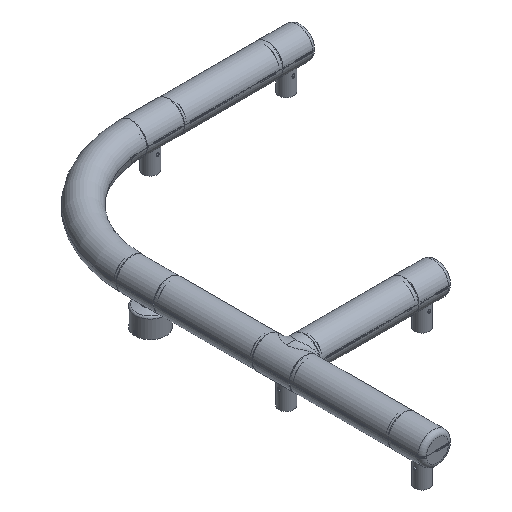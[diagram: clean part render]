
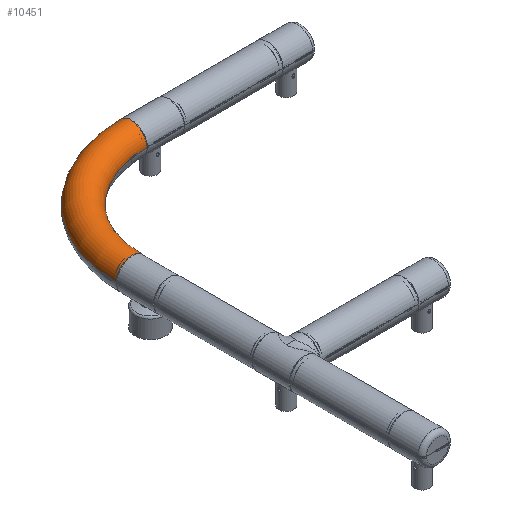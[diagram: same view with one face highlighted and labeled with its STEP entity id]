
A CAD part, isometric view. The second image highlights one B-rep face of the part: STEP entity #10451.
In plain terms, the highlighted toroidal (fillet/blend) face has major radius 94.8 mm and minor radius 12.5 mm.
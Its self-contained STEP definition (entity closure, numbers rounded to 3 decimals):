
#201=TOROIDAL_SURFACE('',#36904,94.8,12.5);
#2043=FACE_OUTER_BOUND('',#13772,.T.);
#10451=ADVANCED_FACE('',(#2043),#201,.T.);
#13772=EDGE_LOOP('',(#21038,#21039,#21040,#21041));
#21038=ORIENTED_EDGE('',*,*,#31012,.F.);
#21039=ORIENTED_EDGE('',*,*,#31014,.T.);
#21040=ORIENTED_EDGE('',*,*,#31010,.T.);
#21041=ORIENTED_EDGE('',*,*,#31015,.T.);
#26627=VERTEX_POINT('',#71571);
#26628=VERTEX_POINT('',#71573);
#26629=VERTEX_POINT('',#71577);
#26630=VERTEX_POINT('',#71579);
#31010=EDGE_CURVE('',#26627,#26628,#33765,.T.);
#31012=EDGE_CURVE('',#26629,#26630,#33766,.T.);
#31014=EDGE_CURVE('',#26629,#26627,#33767,.T.);
#31015=EDGE_CURVE('',#26628,#26630,#33768,.T.);
#33765=CIRCLE('',#36898,12.5);
#33766=CIRCLE('',#36900,12.5);
#33767=CIRCLE('',#36902,82.3);
#33768=CIRCLE('',#36903,107.3);
#36898=AXIS2_PLACEMENT_3D('',#71574,#44786,#44787);
#36900=AXIS2_PLACEMENT_3D('',#71578,#44791,#44792);
#36902=AXIS2_PLACEMENT_3D('',#71582,#44796,#44797);
#36903=AXIS2_PLACEMENT_3D('',#71583,#44798,#44799);
#36904=AXIS2_PLACEMENT_3D('',#71584,#44800,#44801);
#44786=DIRECTION('',(-1.,0.,0.));
#44787=DIRECTION('',(0.,-1.,0.));
#44791=DIRECTION('',(0.,-1.,0.));
#44792=DIRECTION('',(1.,0.,0.));
#44796=DIRECTION('',(0.,0.,-1.));
#44797=DIRECTION('',(0.,-1.,0.));
#44798=DIRECTION('',(0.,0.,1.));
#44799=DIRECTION('',(0.,-1.,0.));
#44800=DIRECTION('',(0.,0.,-1.));
#44801=DIRECTION('',(0.,-1.,0.));
#71571=CARTESIAN_POINT('',(94.775,317.223,0.));
#71573=CARTESIAN_POINT('',(94.775,342.223,0.));
#71574=CARTESIAN_POINT('',(94.775,329.723,0.));
#71577=CARTESIAN_POINT('',(12.5,234.948,0.));
#71578=CARTESIAN_POINT('',(0.,234.948,0.));
#71579=CARTESIAN_POINT('',(-12.5,234.948,0.));
#71582=CARTESIAN_POINT('',(94.8,234.923,0.));
#71583=CARTESIAN_POINT('',(94.8,234.923,0.));
#71584=CARTESIAN_POINT('',(94.8,234.923,0.));
